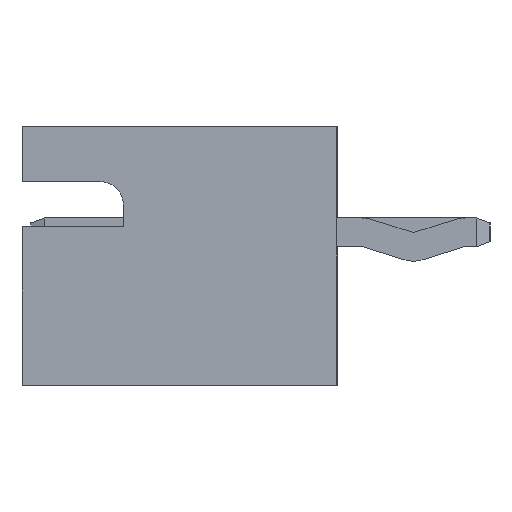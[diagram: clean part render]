
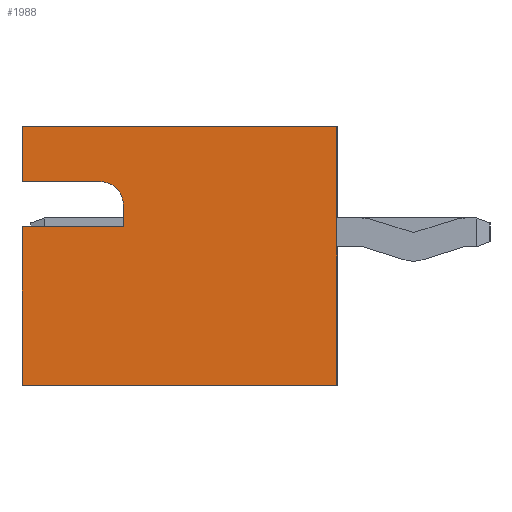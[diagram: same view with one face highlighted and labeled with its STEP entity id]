
A CAD part, left-side view. The second image highlights one B-rep face of the part: STEP entity #1988.
In plain terms, the highlighted face is planar.
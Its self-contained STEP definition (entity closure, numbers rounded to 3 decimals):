
#46 = LINE ( 'NONE', #958, #9621 ) ;
#139 = CARTESIAN_POINT ( 'NONE',  ( 22.45, 7., 0. ) ) ;
#145 = ORIENTED_EDGE ( 'NONE', *, *, #9130, .T. ) ;
#231 = EDGE_CURVE ( 'NONE', #4813, #7997, #7111, .T. ) ;
#399 = VECTOR ( 'NONE', #5772, 1000. ) ;
#793 = DIRECTION ( 'NONE',  ( -1., 0., 0. ) ) ;
#945 = ORIENTED_EDGE ( 'NONE', *, *, #7056, .T. ) ;
#958 = CARTESIAN_POINT ( 'NONE',  ( 22.45, 7., -0.125 ) ) ;
#1042 = CARTESIAN_POINT ( 'NONE',  ( 22.45, 7., 0. ) ) ;
#1097 = DIRECTION ( 'NONE',  ( 0., 0., 1. ) ) ;
#1116 = DIRECTION ( 'NONE',  ( 0., 0., 1. ) ) ;
#1155 = ORIENTED_EDGE ( 'NONE', *, *, #5754, .T. ) ;
#1407 = LINE ( 'NONE', #9769, #3049 ) ;
#1760 = AXIS2_PLACEMENT_3D ( 'NONE', #7279, #9781, #6578 ) ;
#1771 = DIRECTION ( 'NONE',  ( 0., 0., 1. ) ) ;
#1988 = ADVANCED_FACE ( 'NONE', ( #6625 ), #3466, .T. ) ;
#2140 = VECTOR ( 'NONE', #8503, 1000. ) ;
#2160 = EDGE_LOOP ( 'NONE', ( #145, #945, #1155, #9048, #6533, #2651, #5507, #10035, #6598 ) ) ;
#2461 = EDGE_CURVE ( 'NONE', #2926, #7627, #3552, .T. ) ;
#2541 = VERTEX_POINT ( 'NONE', #3657 ) ;
#2553 = EDGE_CURVE ( 'NONE', #2926, #3057, #1407, .T. ) ;
#2578 = CARTESIAN_POINT ( 'NONE',  ( 22.45, 4.75, -0.625 ) ) ;
#2651 = ORIENTED_EDGE ( 'NONE', *, *, #3659, .T. ) ;
#2926 = VERTEX_POINT ( 'NONE', #8342 ) ;
#3049 = VECTOR ( 'NONE', #7647, 1000. ) ;
#3057 = VERTEX_POINT ( 'NONE', #6964 ) ;
#3466 = PLANE ( 'NONE',  #1760 ) ;
#3467 = CIRCLE ( 'NONE', #6095, 0.5 ) ;
#3513 = VECTOR ( 'NONE', #1097, 1000. ) ;
#3552 = LINE ( 'NONE', #1042, #3513 ) ;
#3657 = CARTESIAN_POINT ( 'NONE',  ( 22.45, 5.25, -1.125 ) ) ;
#3659 = EDGE_CURVE ( 'NONE', #7997, #4022, #9166, .T. ) ;
#3754 = CARTESIAN_POINT ( 'NONE',  ( 22.45, 0., 0. ) ) ;
#4022 = VERTEX_POINT ( 'NONE', #7259 ) ;
#4039 = EDGE_CURVE ( 'NONE', #3057, #4022, #6758, .T. ) ;
#4103 = CARTESIAN_POINT ( 'NONE',  ( 22.45, 7., -0.125 ) ) ;
#4245 = LINE ( 'NONE', #7461, #399 ) ;
#4710 = DIRECTION ( 'NONE',  ( 0., 1., 0. ) ) ;
#4813 = VERTEX_POINT ( 'NONE', #4103 ) ;
#5002 = VECTOR ( 'NONE', #1116, 1000. ) ;
#5228 = VECTOR ( 'NONE', #9921, 1000. ) ;
#5507 = ORIENTED_EDGE ( 'NONE', *, *, #4039, .F. ) ;
#5754 = EDGE_CURVE ( 'NONE', #10006, #8493, #9530, .T. ) ;
#5772 = DIRECTION ( 'NONE',  ( 0., -1., 0. ) ) ;
#6095 = AXIS2_PLACEMENT_3D ( 'NONE', #7049, #793, #1771 ) ;
#6151 = CARTESIAN_POINT ( 'NONE',  ( 22.45, 4.75, -0.625 ) ) ;
#6155 = CARTESIAN_POINT ( 'NONE',  ( 22.45, 7., 3.4 ) ) ;
#6340 = DIRECTION ( 'NONE',  ( 0., 0., 1. ) ) ;
#6533 = ORIENTED_EDGE ( 'NONE', *, *, #231, .T. ) ;
#6578 = DIRECTION ( 'NONE',  ( 0., 0., -1. ) ) ;
#6598 = ORIENTED_EDGE ( 'NONE', *, *, #2461, .T. ) ;
#6625 = FACE_OUTER_BOUND ( 'NONE', #2160, .T. ) ;
#6749 = EDGE_CURVE ( 'NONE', #8493, #4813, #46, .T. ) ;
#6758 = LINE ( 'NONE', #3754, #5228 ) ;
#6964 = CARTESIAN_POINT ( 'NONE',  ( 22.45, 0., -2.35 ) ) ;
#7049 = CARTESIAN_POINT ( 'NONE',  ( 22.45, 5.25, -0.625 ) ) ;
#7056 = EDGE_CURVE ( 'NONE', #2541, #10006, #3467, .T. ) ;
#7111 = LINE ( 'NONE', #139, #8439 ) ;
#7219 = CARTESIAN_POINT ( 'NONE',  ( 22.45, 4.75, -0.125 ) ) ;
#7259 = CARTESIAN_POINT ( 'NONE',  ( 22.45, 0., 3.4 ) ) ;
#7279 = CARTESIAN_POINT ( 'NONE',  ( 22.45, 7., 0. ) ) ;
#7461 = CARTESIAN_POINT ( 'NONE',  ( 22.45, 7., -1.125 ) ) ;
#7627 = VERTEX_POINT ( 'NONE', #8195 ) ;
#7647 = DIRECTION ( 'NONE',  ( 0., -1., 0. ) ) ;
#7997 = VERTEX_POINT ( 'NONE', #9519 ) ;
#8195 = CARTESIAN_POINT ( 'NONE',  ( 22.45, 7., -1.125 ) ) ;
#8342 = CARTESIAN_POINT ( 'NONE',  ( 22.45, 7., -2.35 ) ) ;
#8439 = VECTOR ( 'NONE', #6340, 1000. ) ;
#8493 = VERTEX_POINT ( 'NONE', #7219 ) ;
#8503 = DIRECTION ( 'NONE',  ( 0., -1., 0. ) ) ;
#9048 = ORIENTED_EDGE ( 'NONE', *, *, #6749, .T. ) ;
#9130 = EDGE_CURVE ( 'NONE', #7627, #2541, #4245, .T. ) ;
#9166 = LINE ( 'NONE', #6155, #2140 ) ;
#9519 = CARTESIAN_POINT ( 'NONE',  ( 22.45, 7., 3.4 ) ) ;
#9530 = LINE ( 'NONE', #2578, #5002 ) ;
#9621 = VECTOR ( 'NONE', #4710, 1000. ) ;
#9769 = CARTESIAN_POINT ( 'NONE',  ( 22.45, 7., -2.35 ) ) ;
#9781 = DIRECTION ( 'NONE',  ( 1., 0., 0. ) ) ;
#9921 = DIRECTION ( 'NONE',  ( 0., 0., 1. ) ) ;
#10006 = VERTEX_POINT ( 'NONE', #6151 ) ;
#10035 = ORIENTED_EDGE ( 'NONE', *, *, #2553, .F. ) ;
